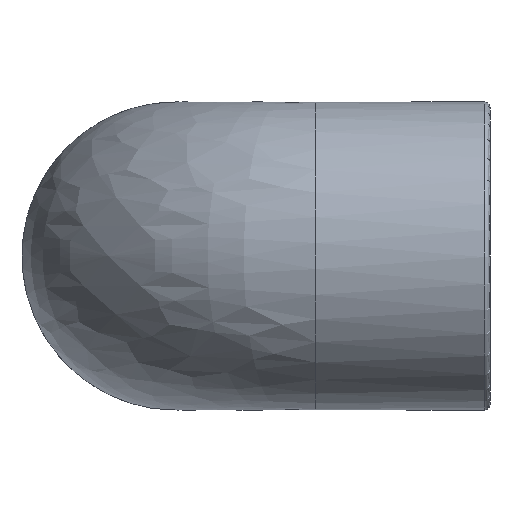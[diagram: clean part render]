
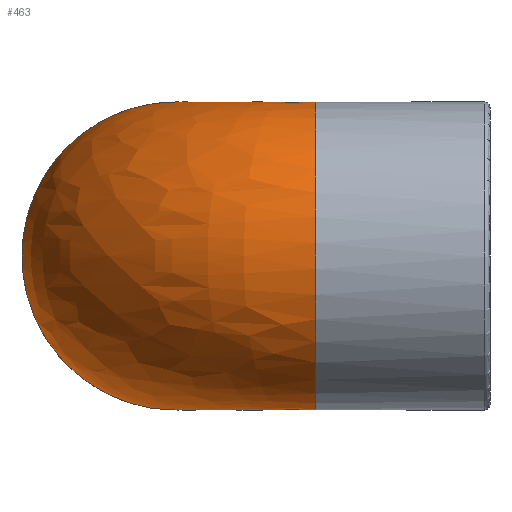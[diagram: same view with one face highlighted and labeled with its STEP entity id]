
A CAD part, left-side view. The second image highlights one B-rep face of the part: STEP entity #463.
In plain terms, the highlighted free-form (B-spline) face has degree [2, 2] with [9, 3] control points.
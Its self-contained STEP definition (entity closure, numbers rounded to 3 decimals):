
#53=CIRCLE('',#503,13.25);
#54=CIRCLE('',#504,13.25);
#75=(
BOUNDED_SURFACE()
B_SPLINE_SURFACE(2,2,((#707,#708,#709),(#710,#711,#712),(#713,#714,#715),
(#716,#717,#718),(#719,#720,#721),(#722,#723,#724),(#725,#726,#727),(#728,
#729,#730),(#731,#732,#733)),.UNSPECIFIED.,.F.,.F.,.F.)
B_SPLINE_SURFACE_WITH_KNOTS((3,2,2,2,3),(3,3),(-2.635,-1.317,
0.,1.317,2.635),(0.,
1.571),.UNSPECIFIED.)
GEOMETRIC_REPRESENTATION_ITEM()
RATIONAL_B_SPLINE_SURFACE(((1.,0.707,1.),(0.791,
0.559,0.791),(1.,0.707,1.),(0.791,
0.559,0.791),(1.,0.707,1.),(0.791,
0.559,0.791),(1.,0.707,1.),(0.791,
0.559,0.791),(1.,0.707,1.)))
REPRESENTATION_ITEM('')
SURFACE()
);
#77=FACE_OUTER_BOUND('',#112,.T.);
#112=EDGE_LOOP('',(#321,#322,#323,#324));
#161=B_SPLINE_CURVE_WITH_KNOTS('',3,(#671,#672,#673,#674,#675,#676,#677,
#678,#679,#680,#681,#682,#683,#684,#685,#686),.UNSPECIFIED.,.F.,.F.,(4,
3,3,3,3,4),(0.,0.014,0.029,
0.033,0.047,0.067),.UNSPECIFIED.);
#162=B_SPLINE_CURVE_WITH_KNOTS('',3,(#690,#691,#692,#693,#694,#695,#696,
#697,#698,#699,#700,#701,#702,#703,#704,#705),.UNSPECIFIED.,.F.,.F.,(4,
3,3,3,3,4),(0.,0.014,0.029,
0.033,0.047,0.067),.UNSPECIFIED.);
#203=VERTEX_POINT('',#669);
#204=VERTEX_POINT('',#670);
#205=VERTEX_POINT('',#687);
#206=VERTEX_POINT('',#689);
#251=EDGE_CURVE('',#203,#204,#161,.T.);
#253=EDGE_CURVE('',#206,#205,#162,.T.);
#255=EDGE_CURVE('',#205,#203,#53,.T.);
#256=EDGE_CURVE('',#206,#204,#54,.T.);
#321=ORIENTED_EDGE('',*,*,#253,.T.);
#322=ORIENTED_EDGE('',*,*,#255,.T.);
#323=ORIENTED_EDGE('',*,*,#251,.T.);
#324=ORIENTED_EDGE('',*,*,#256,.F.);
#463=ADVANCED_FACE('',(#77),#75,.F.);
#503=AXIS2_PLACEMENT_3D('',#734,#552,#553);
#504=AXIS2_PLACEMENT_3D('',#735,#554,#555);
#552=DIRECTION('center_axis',(0.,1.,0.));
#553=DIRECTION('ref_axis',(-1.,0.,0.));
#554=DIRECTION('center_axis',(1.,0.,0.));
#555=DIRECTION('ref_axis',(0.,1.,0.));
#669=CARTESIAN_POINT('',(11.564,15.,6.469));
#670=CARTESIAN_POINT('',(12.,15.436,6.469));
#671=CARTESIAN_POINT('Ctrl Pts',(11.564,15.,6.469));
#672=CARTESIAN_POINT('Ctrl Pts',(11.569,15.048,6.459));
#673=CARTESIAN_POINT('Ctrl Pts',(11.582,15.095,6.451));
#674=CARTESIAN_POINT('Ctrl Pts',(11.601,15.14,6.445));
#675=CARTESIAN_POINT('Ctrl Pts',(11.619,15.183,6.44));
#676=CARTESIAN_POINT('Ctrl Pts',(11.644,15.224,6.436));
#677=CARTESIAN_POINT('Ctrl Pts',(11.674,15.261,6.435));
#678=CARTESIAN_POINT('Ctrl Pts',(11.684,15.273,6.434));
#679=CARTESIAN_POINT('Ctrl Pts',(11.694,15.284,6.434));
#680=CARTESIAN_POINT('Ctrl Pts',(11.705,15.295,6.434));
#681=CARTESIAN_POINT('Ctrl Pts',(11.738,15.327,6.434));
#682=CARTESIAN_POINT('Ctrl Pts',(11.775,15.355,6.436));
#683=CARTESIAN_POINT('Ctrl Pts',(11.815,15.377,6.44));
#684=CARTESIAN_POINT('Ctrl Pts',(11.873,15.409,6.446));
#685=CARTESIAN_POINT('Ctrl Pts',(11.936,15.429,6.456));
#686=CARTESIAN_POINT('Ctrl Pts',(12.,15.436,6.469));
#687=CARTESIAN_POINT('',(11.564,15.,-6.469));
#689=CARTESIAN_POINT('',(12.,15.436,-6.469));
#690=CARTESIAN_POINT('Ctrl Pts',(12.,15.436,-6.469));
#691=CARTESIAN_POINT('Ctrl Pts',(11.952,15.431,-6.459));
#692=CARTESIAN_POINT('Ctrl Pts',(11.905,15.418,-6.451));
#693=CARTESIAN_POINT('Ctrl Pts',(11.86,15.399,-6.445));
#694=CARTESIAN_POINT('Ctrl Pts',(11.817,15.381,-6.44));
#695=CARTESIAN_POINT('Ctrl Pts',(11.776,15.356,-6.436));
#696=CARTESIAN_POINT('Ctrl Pts',(11.739,15.326,-6.435));
#697=CARTESIAN_POINT('Ctrl Pts',(11.727,15.316,-6.434));
#698=CARTESIAN_POINT('Ctrl Pts',(11.716,15.306,-6.434));
#699=CARTESIAN_POINT('Ctrl Pts',(11.705,15.295,-6.434));
#700=CARTESIAN_POINT('Ctrl Pts',(11.673,15.262,-6.434));
#701=CARTESIAN_POINT('Ctrl Pts',(11.645,15.225,-6.436));
#702=CARTESIAN_POINT('Ctrl Pts',(11.623,15.185,-6.44));
#703=CARTESIAN_POINT('Ctrl Pts',(11.591,15.127,-6.446));
#704=CARTESIAN_POINT('Ctrl Pts',(11.571,15.064,-6.456));
#705=CARTESIAN_POINT('Ctrl Pts',(11.564,15.,-6.469));
#707=CARTESIAN_POINT('Ctrl Pts',(11.584,15.,6.433));
#708=CARTESIAN_POINT('Ctrl Pts',(11.584,15.416,6.433));
#709=CARTESIAN_POINT('Ctrl Pts',(12.,15.416,6.433));
#710=CARTESIAN_POINT('Ctrl Pts',(6.605,15.,15.398));
#711=CARTESIAN_POINT('Ctrl Pts',(6.605,20.395,15.398));
#712=CARTESIAN_POINT('Ctrl Pts',(12.,20.395,15.398));
#713=CARTESIAN_POINT('Ctrl Pts',(-3.323,15.,12.827));
#714=CARTESIAN_POINT('Ctrl Pts',(-3.323,30.323,12.827));
#715=CARTESIAN_POINT('Ctrl Pts',(12.,30.323,12.827));
#716=CARTESIAN_POINT('Ctrl Pts',(-13.25,15.,10.255));
#717=CARTESIAN_POINT('Ctrl Pts',(-13.25,40.25,10.255));
#718=CARTESIAN_POINT('Ctrl Pts',(12.,40.25,10.255));
#719=CARTESIAN_POINT('Ctrl Pts',(-13.25,15.,0.));
#720=CARTESIAN_POINT('Ctrl Pts',(-13.25,40.25,0.));
#721=CARTESIAN_POINT('Ctrl Pts',(12.,40.25,0.));
#722=CARTESIAN_POINT('Ctrl Pts',(-13.25,15.,-10.255));
#723=CARTESIAN_POINT('Ctrl Pts',(-13.25,40.25,-10.255));
#724=CARTESIAN_POINT('Ctrl Pts',(12.,40.25,-10.255));
#725=CARTESIAN_POINT('Ctrl Pts',(-3.323,15.,-12.827));
#726=CARTESIAN_POINT('Ctrl Pts',(-3.323,30.323,-12.827));
#727=CARTESIAN_POINT('Ctrl Pts',(12.,30.323,-12.827));
#728=CARTESIAN_POINT('Ctrl Pts',(6.605,15.,-15.398));
#729=CARTESIAN_POINT('Ctrl Pts',(6.605,20.395,-15.398));
#730=CARTESIAN_POINT('Ctrl Pts',(12.,20.395,-15.398));
#731=CARTESIAN_POINT('Ctrl Pts',(11.584,15.,-6.433));
#732=CARTESIAN_POINT('Ctrl Pts',(11.584,15.416,-6.433));
#733=CARTESIAN_POINT('Ctrl Pts',(12.,15.416,-6.433));
#734=CARTESIAN_POINT('Origin',(0.,15.,0.));
#735=CARTESIAN_POINT('Origin',(12.,27.,0.));
